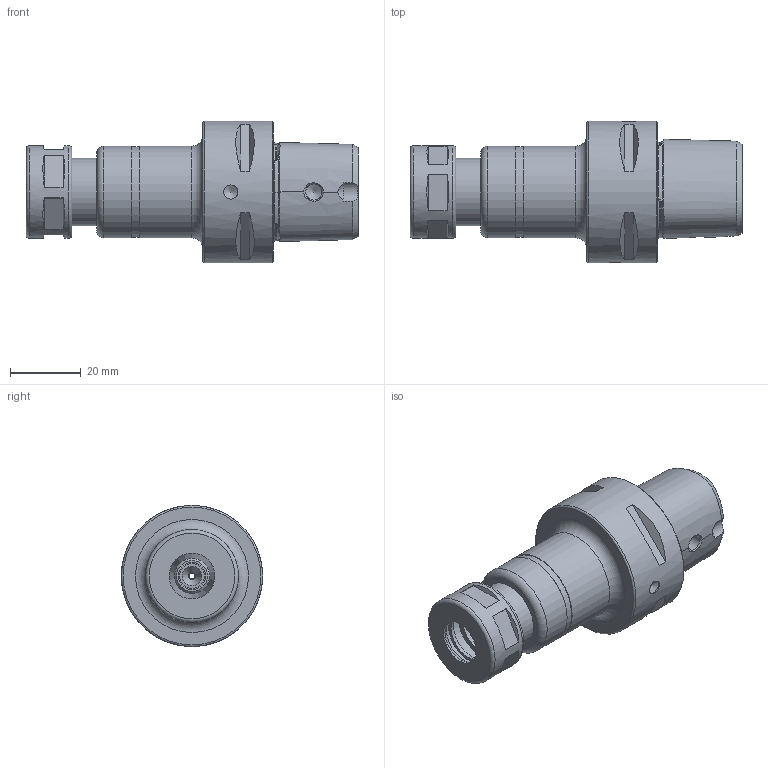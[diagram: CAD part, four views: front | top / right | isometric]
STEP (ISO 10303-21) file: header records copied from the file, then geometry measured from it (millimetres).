
FILE_DESCRIPTION((''),'2;1');
FILE_NAME('670000409070-3D.stp','2021-01-28T11:57:33',('nttooll'),(''),'Autodesk Inventor 2012','Autodesk Inventor 2012','');
FILE_SCHEMA(('AUTOMOTIVE_DESIGN { 1 0 10303 214 1 1 1 1 }'));
Length unit declared in the file: millimetre
Products named in the file (1): 670000409070-3D
Bounding box: 94 x 40 x 40 mm (x, y, z)
Volume: 50820.1 mm3; surface area: 15919.9 mm2
Topology: 2 solids, 2 shells, 159 faces, 340 edges, 211 vertices
Faces by surface type: plane 69, cylinder 39, cone 23, bspline 16, torus 12
Full cylindrical faces by diameter (mm): 1.7 x1, 3 x2, 3.5 x1, 4 x1, 4.599 x2, 4.6 x1, 5.5 x1, 7 x1, 7.787 x1, 8.8 x1, 9.3 x1, 10 x2, 10.5 x1, 13 x1, 13.5 x1, 14 x1, 14.5 x1, 15.5 x1, 18 x2, 19 x2, 20 x1, 25.6 x1, 26 x2, 26.3 x1, 40 x1
Entity records: 7283 total; most frequent: CARTESIAN_POINT 4203, DIRECTION 614, ORIENTED_EDGE 526, AXIS2_PLACEMENT_3D 269, EDGE_CURVE 263, EDGE_LOOP 258, VERTEX_POINT 198, FACE_OUTER_BOUND 159
